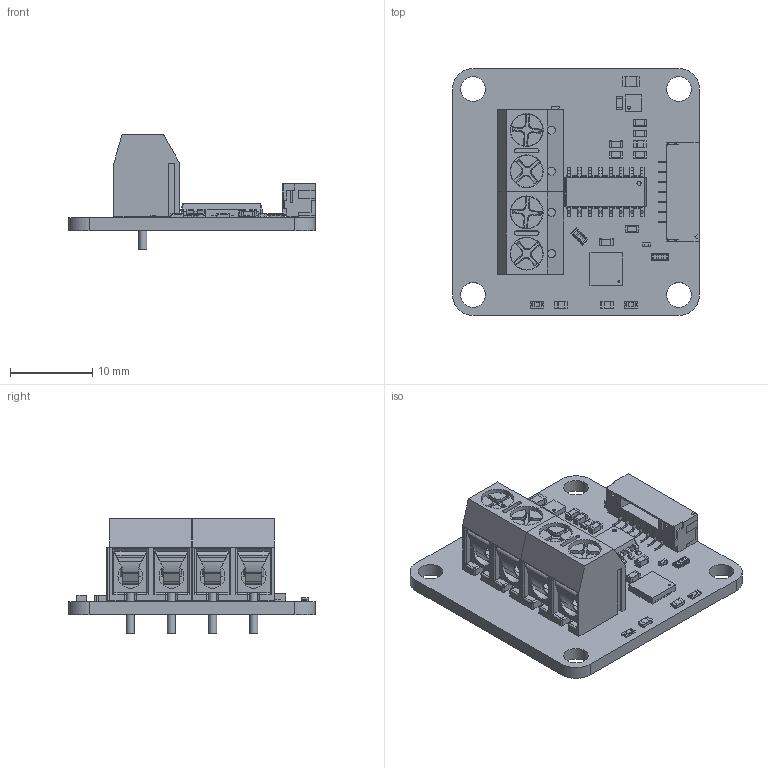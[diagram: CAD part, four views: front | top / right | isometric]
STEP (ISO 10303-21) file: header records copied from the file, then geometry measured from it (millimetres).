
FILE_DESCRIPTION(('FreeCAD Model'),'2;1');
FILE_NAME( 'load-cell.step', '2018-04-16T15:32:14',('kicad StepUp'),('ksu MCAD'), 'Open CASCADE STEP processor 6.8','FreeCAD','Unknown');
FILE_SCHEMA(('AUTOMOTIVE_DESIGN_CC2 { 1 2 10303 214 -1 1 5 4 }'));
Length unit declared in the file: millimetre
Products named in the file (24): Pcb; C_0805_; soic_16_39x99_p127_; dfn6_2x2_p065_; C_0603_; D_0603_blue_; 2er_Buchse_; 2er_Buchse_001; R_0603_; Cut_; C_0402_; C_0603_001; C_0603_002; C_0603_003; C_0603_004; C_0603_005; C_0603_006; C_0603_007; Fusion_; R_0603_001; BrickletConn_7pin_; R_0603_002; QFN-24_4x4mm_Pitch0.5mm_; Cut_001
Bounding box: 30 x 30 x 14 mm (x, y, z)
Volume: 2666.1 mm3; surface area: 4816.4 mm2
Topology: 25 solids, 25 shells, 2031 faces, 5631 edges, 3648 vertices
Faces by surface type: plane 1537, cylinder 430, bspline 40, torus 16, sphere 8
Full cylindrical faces by diameter (mm): 0.35 x1, 0.5 x1, 1 x8, 1.3 x4, 2.4 x8, 3 x8, 3.9 x4, 4 x4
Entity records: 79437 total; most frequent: CARTESIAN_POINT 12587, ORIENTED_EDGE 11230, DIRECTION 10427, EDGE_CURVE 5615, LINE 4659, VECTOR 4659, VERTEX_POINT 3648, AXIS2_PLACEMENT_3D 2884
